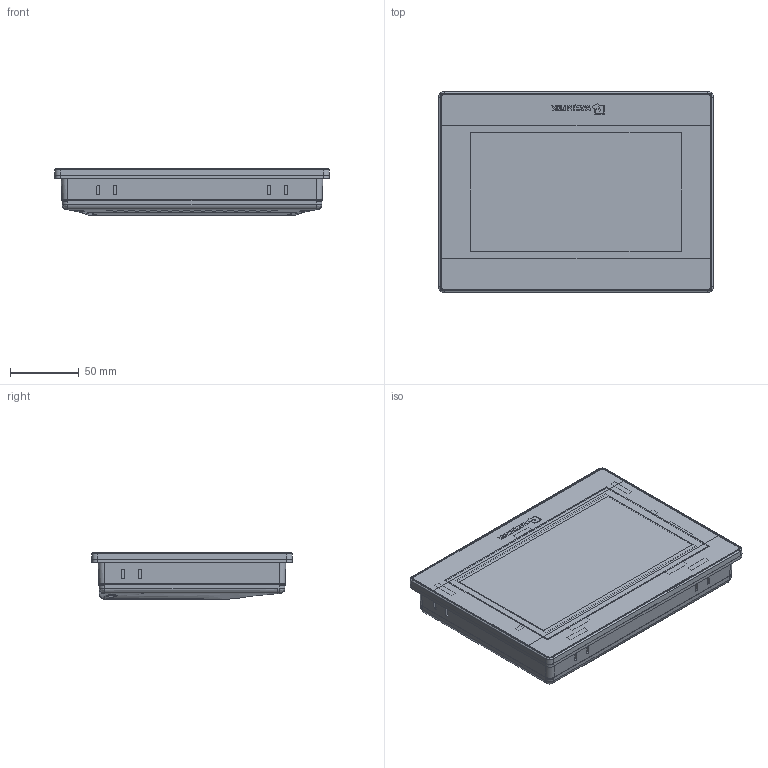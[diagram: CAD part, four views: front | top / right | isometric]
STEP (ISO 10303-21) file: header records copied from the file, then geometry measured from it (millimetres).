
FILE_DESCRIPTION (( 'STEP AP214' ), '1' );
FILE_NAME ('MT8071iP_160324.STEP', '2021-07-30T09:48:35', ( '' ), ( '' ), 'SwSTEP 2.0', 'SolidWorks 2019', '' );
FILE_SCHEMA (( 'AUTOMOTIVE_DESIGN' ));
Length unit declared in the file: millimetre
Products named in the file (17): FES607000; DN6818800; FES607010; AT070TN90; MT8071iP PCB_160324; 5EHDRC-XXP; GV607PY10_130321_加大版; FEZ807010_130423; FEZ060600_130515; MT8071iP_160324; 導電泡棉; FEB871P10_160420; FEF807310_160420; User Library-Micro USB; DN19P7200; Samtec-USB-A-S-F-B-TH; TP-KT7T13021-130312
Assembly tree (18 placements, depth 3):
  MT8071iP_160324
    AT070TN90
    FEF807310_160420
    FEZ807010_130423
    FES607000  x2
    FES607010  x2
    導電泡棉
    TP-KT7T13021-130312
    GV607PY10_130321_加大版
    FEZ060600_130515
    MT8071iP PCB_160324
      5EHDRC-XXP
      DN19P7200
      DN6818800
      Samtec-USB-A-S-F-B-TH
      User Library-Micro USB
    FEB871P10_160420
Bounding box: 200.4 x 146.5 x 34.2 mm (x, y, z)
Volume: 312025 mm3; surface area: 303960.1 mm2
Topology: 20 solids, 24 shells, 3613 faces, 10152 edges, 6663 vertices
Faces by surface type: plane 2004, cylinder 811, bspline 509, cone 161, torus 87, sphere 41
Entity records: 158864 total; most frequent: CARTESIAN_POINT 62296, ORIENTED_EDGE 20006, DIRECTION 15135, EDGE_CURVE 10009, VERTEX_POINT 6587, VECTOR 6321, LINE 6321, AXIS2_PLACEMENT_3D 4407
